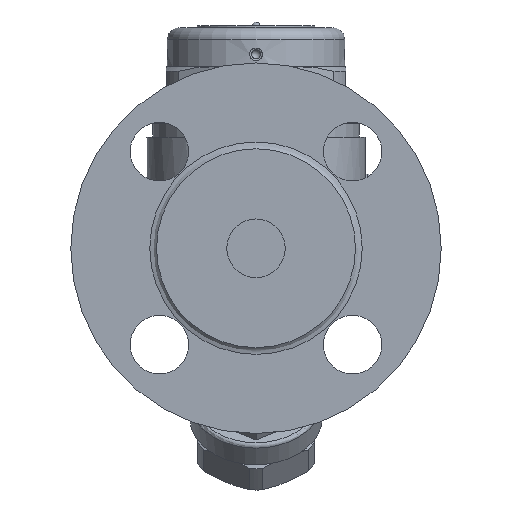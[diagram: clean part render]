
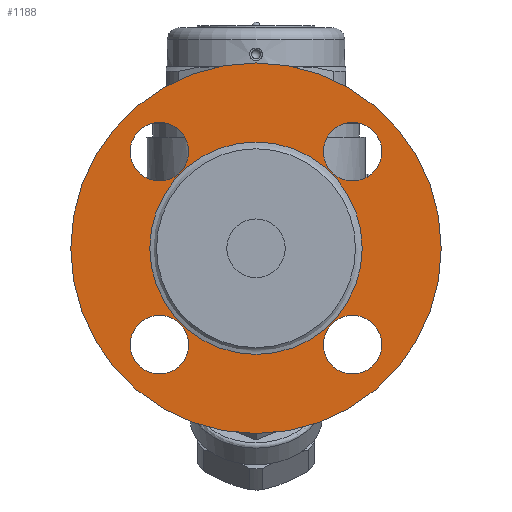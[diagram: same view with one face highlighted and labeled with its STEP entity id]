
A CAD part, left-side view. The second image highlights one B-rep face of the part: STEP entity #1188.
In plain terms, the highlighted planar face has unit normal (-1, 0, 0).
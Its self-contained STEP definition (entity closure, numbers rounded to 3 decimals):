
#677=CARTESIAN_POINT('',(-69.,-32.249,-24.749));
#678=VERTEX_POINT('',#677);
#679=CARTESIAN_POINT('',(-69.,-24.749,-24.749));
#680=DIRECTION('',(1.0,0.0,0.0));
#681=DIRECTION('',(0.0,-1.0,0.0));
#682=AXIS2_PLACEMENT_3D('',#679,#680,#681);
#683=CIRCLE('',#682,7.5);
#684=EDGE_CURVE('',#678,#678,#683,.T.);
#726=CARTESIAN_POINT('',(-69.,24.749,-32.249));
#727=VERTEX_POINT('',#726);
#728=CARTESIAN_POINT('',(-69.,24.749,-24.749));
#729=DIRECTION('',(1.0,0.0,0.0));
#730=DIRECTION('',(0.0,0.0,-1.0));
#731=AXIS2_PLACEMENT_3D('',#728,#729,#730);
#732=CIRCLE('',#731,7.5);
#733=EDGE_CURVE('',#727,#727,#732,.T.);
#775=CARTESIAN_POINT('',(-69.,32.249,24.749));
#776=VERTEX_POINT('',#775);
#777=CARTESIAN_POINT('',(-69.,24.749,24.749));
#778=DIRECTION('',(1.0,0.0,0.0));
#779=DIRECTION('',(0.0,1.0,0.0));
#780=AXIS2_PLACEMENT_3D('',#777,#778,#779);
#781=CIRCLE('',#780,7.5);
#782=EDGE_CURVE('',#776,#776,#781,.T.);
#824=CARTESIAN_POINT('',(-69.,-24.749,32.249));
#825=VERTEX_POINT('',#824);
#826=CARTESIAN_POINT('',(-69.,-24.749,24.749));
#827=DIRECTION('',(1.0,0.0,0.0));
#828=DIRECTION('',(0.0,0.0,1.0));
#829=AXIS2_PLACEMENT_3D('',#826,#827,#828);
#830=CIRCLE('',#829,7.5);
#831=EDGE_CURVE('',#825,#825,#830,.T.);
#1064=CARTESIAN_POINT('',(-69.,0.0,47.5));
#1065=VERTEX_POINT('',#1064);
#1066=CARTESIAN_POINT('',(-69.,0.0,0.));
#1067=DIRECTION('',(-1.0,0.0,0.0));
#1068=DIRECTION('',(0.0,0.0,1.0));
#1069=AXIS2_PLACEMENT_3D('',#1066,#1067,#1068);
#1070=CIRCLE('',#1069,47.5);
#1071=EDGE_CURVE('',#1065,#1065,#1070,.T.);
#1142=CARTESIAN_POINT('',(-69.,0.,-27.232));
#1143=VERTEX_POINT('',#1142);
#1144=CARTESIAN_POINT('',(-69.,0.0,0.));
#1145=DIRECTION('',(-1.0,0.0,0.0));
#1146=DIRECTION('',(0.0,0.0,1.0));
#1147=AXIS2_PLACEMENT_3D('',#1144,#1145,#1146);
#1148=CIRCLE('',#1147,27.232);
#1149=EDGE_CURVE('',#1143,#1143,#1148,.T.);
#1165=CARTESIAN_POINT('',(-69.,0.0,36.5));
#1166=DIRECTION('',(-1.0,0.0,0.0));
#1167=DIRECTION('',(0.0,0.0,1.0));
#1168=AXIS2_PLACEMENT_3D('',#1165,#1166,#1167);
#1169=PLANE('',#1168);
#1170=ORIENTED_EDGE('',*,*,#1071,.T.);
#1171=EDGE_LOOP('',(#1170));
#1172=FACE_OUTER_BOUND('',#1171,.T.);
#1173=ORIENTED_EDGE('',*,*,#684,.T.);
#1174=EDGE_LOOP('',(#1173));
#1175=FACE_BOUND('',#1174,.T.);
#1176=ORIENTED_EDGE('',*,*,#733,.T.);
#1177=EDGE_LOOP('',(#1176));
#1178=FACE_BOUND('',#1177,.T.);
#1179=ORIENTED_EDGE('',*,*,#782,.T.);
#1180=EDGE_LOOP('',(#1179));
#1181=FACE_BOUND('',#1180,.T.);
#1182=ORIENTED_EDGE('',*,*,#831,.T.);
#1183=EDGE_LOOP('',(#1182));
#1184=FACE_BOUND('',#1183,.T.);
#1185=ORIENTED_EDGE('',*,*,#1149,.F.);
#1186=EDGE_LOOP('',(#1185));
#1187=FACE_BOUND('',#1186,.T.);
#1188=ADVANCED_FACE('',(#1172,#1175,#1178,#1181,#1184,#1187),#1169,.T.);
